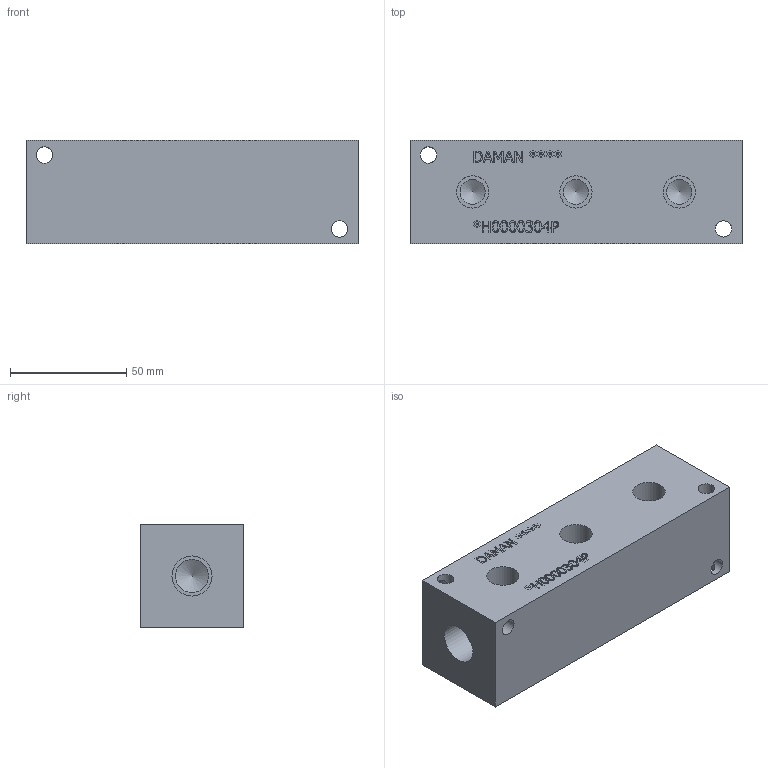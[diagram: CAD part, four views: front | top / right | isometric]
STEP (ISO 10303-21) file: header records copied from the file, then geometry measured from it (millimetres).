
FILE_DESCRIPTION(/* description */ (''),/* implementation_level */ '2;1');
FILE_NAME(/* name */ '_H0000304P.stp',/* time_stamp */ '2022-06-06T11:15:33-04:00',/* author */ ('bobbyh'),/* organization */ (''),/* preprocessor_version */ 'ST-DEVELOPER v18',/* originating_system */ 'Autodesk Inventor 2020',/* authorisation */ '');
FILE_SCHEMA (('AUTOMOTIVE_DESIGN { 1 0 10303 214 3 1 1 }'));
Length unit declared in the file: millimetre
Products named in the file (1): Part_+H0000304P_3D
Bounding box: 142.88 x 44.45 x 44.45 mm (x, y, z)
Volume: 264038.2 mm3; surface area: 35557.1 mm2
Topology: 1 solids, 1 shells, 341 faces, 929 edges, 620 vertices
Faces by surface type: plane 223, bspline 95, cylinder 18, cone 5
Full cylindrical faces by diameter (mm): 7.137 x8, 10.719 x3, 13.868 x3, 14.3 x2, 17.297 x2
Entity records: 11504 total; most frequent: CARTESIAN_POINT 3121, ORIENTED_EDGE 1848, DIRECTION 1283, EDGE_CURVE 924, LINE 679, VECTOR 679, VERTEX_POINT 620, EDGE_LOOP 388
